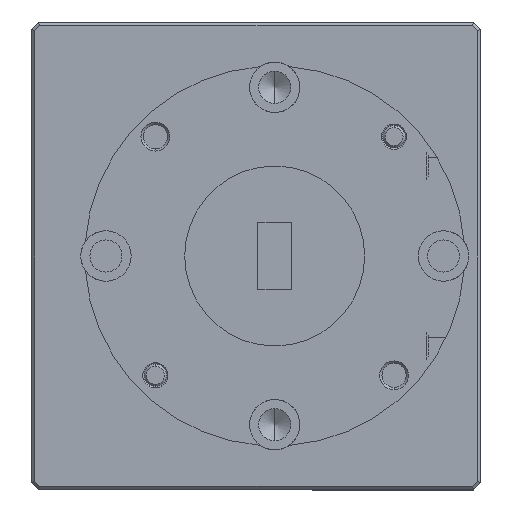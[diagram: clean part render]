
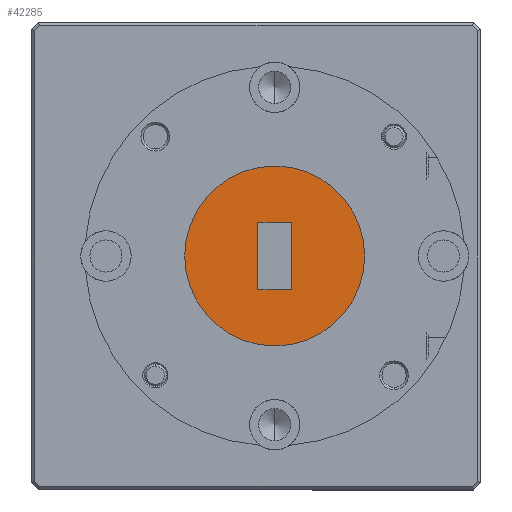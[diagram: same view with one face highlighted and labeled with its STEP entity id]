
A CAD part, left-side view. The second image highlights one B-rep face of the part: STEP entity #42285.
In plain terms, the highlighted planar face has unit normal (-1, 0, 0).
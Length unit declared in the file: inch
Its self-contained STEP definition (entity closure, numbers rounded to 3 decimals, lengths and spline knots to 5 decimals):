
#1103 = VERTEX_POINT ( 'NONE', #15159 ) ;
#1495 = LINE ( 'NONE', #2477, #7545 ) ;
#2257 = CARTESIAN_POINT ( 'NONE',  ( -1.8586, 2.02763, 2.47215 ) ) ;
#2477 = CARTESIAN_POINT ( 'NONE',  ( -1.8586, 1.98063, 2.81615 ) ) ;
#7445 = CARTESIAN_POINT ( 'NONE',  ( -1.8586, 1.98063, 2.81615 ) ) ;
#7545 = VECTOR ( 'NONE', #31369, 39.37008 ) ;
#10136 = VERTEX_POINT ( 'NONE', #29020 ) ;
#10145 = FACE_BOUND ( 'NONE', #25403, .T. ) ;
#12060 = ORIENTED_EDGE ( 'NONE', *, *, #24822, .F. ) ;
#15159 = CARTESIAN_POINT ( 'NONE',  ( -1.8586, 2.07463, 2.81615 ) ) ;
#16451 = ORIENTED_EDGE ( 'NONE', *, *, #42753, .T. ) ;
#16833 = CARTESIAN_POINT ( 'NONE',  ( -1.8586, 2.07463, 2.62815 ) ) ;
#17900 = VERTEX_POINT ( 'NONE', #7445 ) ;
#18363 = CIRCLE ( 'NONE', #58149, 0.25 ) ;
#19158 = CARTESIAN_POINT ( 'NONE',  ( -1.8586, 2.02763, 2.72215 ) ) ;
#20685 = DIRECTION ( 'NONE',  ( -1., 0., 0. ) ) ;
#21736 = ORIENTED_EDGE ( 'NONE', *, *, #36846, .T. ) ;
#23127 = CARTESIAN_POINT ( 'NONE',  ( -1.8586, 1.98063, 2.62815 ) ) ;
#23763 = LINE ( 'NONE', #23127, #64558 ) ;
#24822 = EDGE_CURVE ( 'NONE', #53972, #17900, #45758, .T. ) ;
#25403 = EDGE_LOOP ( 'NONE', ( #56704, #52140, #12060, #16451 ) ) ;
#26323 = VECTOR ( 'NONE', #34303, 39.37008 ) ;
#26377 = DIRECTION ( 'NONE',  ( 0., 0., 1. ) ) ;
#29020 = CARTESIAN_POINT ( 'NONE',  ( -1.8586, 2.02763, 2.97215 ) ) ;
#30812 = EDGE_CURVE ( 'NONE', #17900, #1103, #1495, .T. ) ;
#30845 = DIRECTION ( 'NONE',  ( 0., 0., 1. ) ) ;
#31369 = DIRECTION ( 'NONE',  ( 0., 1., 0. ) ) ;
#34303 = DIRECTION ( 'NONE',  ( 0., 0., 1. ) ) ;
#35153 = CARTESIAN_POINT ( 'NONE',  ( -1.8586, 2.02763, 2.72215 ) ) ;
#36846 = EDGE_CURVE ( 'NONE', #57645, #10136, #61470, .T. ) ;
#38888 = LINE ( 'NONE', #43178, #26323 ) ;
#39169 = DIRECTION ( 'NONE',  ( 0., 0., 1. ) ) ;
#39397 = FACE_OUTER_BOUND ( 'NONE', #47728, .T. ) ;
#39875 = CARTESIAN_POINT ( 'NONE',  ( -1.8586, 1.98063, 2.72215 ) ) ;
#40063 = CARTESIAN_POINT ( 'NONE',  ( -1.8586, 1.45463, 3.37215 ) ) ;
#42285 = ADVANCED_FACE ( 'NONE', ( #10145, #39397 ), #44966, .F. ) ;
#42753 = EDGE_CURVE ( 'NONE', #53972, #59198, #23763, .T. ) ;
#43178 = CARTESIAN_POINT ( 'NONE',  ( -1.8586, 2.07463, 3.37215 ) ) ;
#43257 = VECTOR ( 'NONE', #26377, 39.37008 ) ;
#44749 = AXIS2_PLACEMENT_3D ( 'NONE', #19158, #64057, #39169 ) ;
#44966 = PLANE ( 'NONE',  #64517 ) ;
#45251 = CARTESIAN_POINT ( 'NONE',  ( -1.8586, 1.98063, 2.62815 ) ) ;
#45758 = LINE ( 'NONE', #39875, #43257 ) ;
#47728 = EDGE_LOOP ( 'NONE', ( #63328, #21736 ) ) ;
#49072 = EDGE_CURVE ( 'NONE', #59198, #1103, #38888, .T. ) ;
#49215 = DIRECTION ( 'NONE',  ( 1., 0., 0. ) ) ;
#52140 = ORIENTED_EDGE ( 'NONE', *, *, #30812, .F. ) ;
#53972 = VERTEX_POINT ( 'NONE', #45251 ) ;
#56704 = ORIENTED_EDGE ( 'NONE', *, *, #49072, .T. ) ;
#57645 = VERTEX_POINT ( 'NONE', #2257 ) ;
#58149 = AXIS2_PLACEMENT_3D ( 'NONE', #35153, #20685, #30845 ) ;
#59198 = VERTEX_POINT ( 'NONE', #16833 ) ;
#59369 = DIRECTION ( 'NONE',  ( 0., 0., 1. ) ) ;
#61413 = EDGE_CURVE ( 'NONE', #10136, #57645, #18363, .T. ) ;
#61470 = CIRCLE ( 'NONE', #44749, 0.25 ) ;
#63328 = ORIENTED_EDGE ( 'NONE', *, *, #61413, .T. ) ;
#63720 = DIRECTION ( 'NONE',  ( 0., 1., 0. ) ) ;
#64057 = DIRECTION ( 'NONE',  ( -1., 0., 0. ) ) ;
#64517 = AXIS2_PLACEMENT_3D ( 'NONE', #40063, #49215, #59369 ) ;
#64558 = VECTOR ( 'NONE', #63720, 39.37008 ) ;
